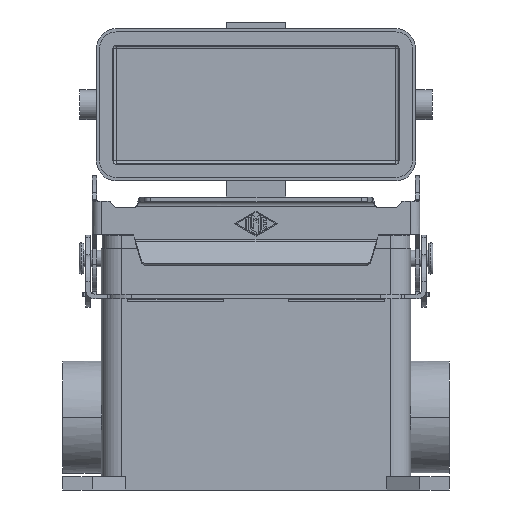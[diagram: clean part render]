
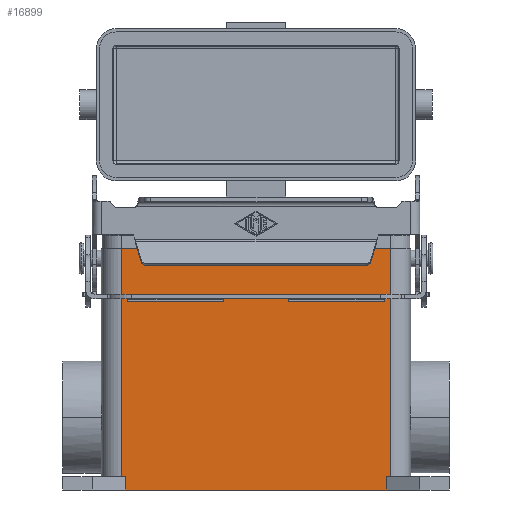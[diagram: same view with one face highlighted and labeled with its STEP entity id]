
A CAD part, front view. The second image highlights one B-rep face of the part: STEP entity #16899.
In plain terms, the highlighted planar face has unit normal (0, -1, 0).
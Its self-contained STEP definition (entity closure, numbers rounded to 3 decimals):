
#16660=CARTESIAN_POINT('',(39.5,-22.25,-70.0));
#16661=VERTEX_POINT('',#16660);
#16668=CARTESIAN_POINT('',(-39.5,-22.25,-70.0));
#16669=VERTEX_POINT('',#16668);
#16670=CARTESIAN_POINT('',(39.5,-22.25,-70.0));
#16671=DIRECTION('',(-1.0,0.0,0.0));
#16672=VECTOR('',#16671,79.0);
#16673=LINE('',#16670,#16672);
#16674=EDGE_CURVE('',#16661,#16669,#16673,.T.);
#16825=CARTESIAN_POINT('',(-39.5,-22.25,-66.0));
#16826=VERTEX_POINT('',#16825);
#16835=CARTESIAN_POINT('',(-39.5,-22.25,-70.0));
#16836=DIRECTION('',(0.0,0.0,1.0));
#16837=VECTOR('',#16836,4.0);
#16838=LINE('',#16835,#16837);
#16839=EDGE_CURVE('',#16669,#16826,#16838,.T.);
#16844=CARTESIAN_POINT('',(39.5,-22.25,-70.0));
#16845=DIRECTION('',(0.0,-1.0,0.0));
#16846=DIRECTION('',(0.0,0.0,-1.0));
#16847=AXIS2_PLACEMENT_3D('',#16844,#16845,#16846);
#16848=PLANE('',#16847);
#16849=ORIENTED_EDGE('',*,*,#16839,.F.);
#16850=ORIENTED_EDGE('',*,*,#16674,.F.);
#16851=CARTESIAN_POINT('',(39.5,-22.25,-66.0));
#16852=VERTEX_POINT('',#16851);
#16853=CARTESIAN_POINT('',(39.5,-22.25,-70.0));
#16854=DIRECTION('',(0.0,0.0,1.0));
#16855=VECTOR('',#16854,4.0);
#16856=LINE('',#16853,#16855);
#16857=EDGE_CURVE('',#16661,#16852,#16856,.T.);
#16858=ORIENTED_EDGE('',*,*,#16857,.T.);
#16859=CARTESIAN_POINT('',(40.75,-22.25,-66.0));
#16860=VERTEX_POINT('',#16859);
#16861=CARTESIAN_POINT('',(40.75,-22.25,-66.0));
#16862=DIRECTION('',(-1.0,0.0,0.0));
#16863=VECTOR('',#16862,1.25);
#16864=LINE('',#16861,#16863);
#16865=EDGE_CURVE('',#16860,#16852,#16864,.T.);
#16866=ORIENTED_EDGE('',*,*,#16865,.F.);
#16867=CARTESIAN_POINT('',(40.75,-22.25,3.));
#16868=VERTEX_POINT('',#16867);
#16869=CARTESIAN_POINT('',(40.75,-22.25,-66.0));
#16870=DIRECTION('',(0.0,0.0,1.0));
#16871=VECTOR('',#16870,69.);
#16872=LINE('',#16869,#16871);
#16873=EDGE_CURVE('',#16860,#16868,#16872,.T.);
#16874=ORIENTED_EDGE('',*,*,#16873,.T.);
#16875=CARTESIAN_POINT('',(-40.75,-22.25,3.));
#16876=VERTEX_POINT('',#16875);
#16877=CARTESIAN_POINT('',(40.75,-22.25,3.));
#16878=DIRECTION('',(-1.0,0.0,0.0));
#16879=VECTOR('',#16878,81.5);
#16880=LINE('',#16877,#16879);
#16881=EDGE_CURVE('',#16868,#16876,#16880,.T.);
#16882=ORIENTED_EDGE('',*,*,#16881,.T.);
#16883=CARTESIAN_POINT('',(-40.75,-22.25,-66.0));
#16884=VERTEX_POINT('',#16883);
#16885=CARTESIAN_POINT('',(-40.75,-22.25,-66.0));
#16886=DIRECTION('',(0.0,0.0,1.0));
#16887=VECTOR('',#16886,69.);
#16888=LINE('',#16885,#16887);
#16889=EDGE_CURVE('',#16884,#16876,#16888,.T.);
#16890=ORIENTED_EDGE('',*,*,#16889,.F.);
#16891=CARTESIAN_POINT('',(-39.5,-22.25,-66.0));
#16892=DIRECTION('',(-1.0,0.0,0.0));
#16893=VECTOR('',#16892,1.25);
#16894=LINE('',#16891,#16893);
#16895=EDGE_CURVE('',#16826,#16884,#16894,.T.);
#16896=ORIENTED_EDGE('',*,*,#16895,.F.);
#16897=EDGE_LOOP('',(#16849,#16850,#16858,#16866,#16874,#16882,#16890,#16896));
#16898=FACE_OUTER_BOUND('',#16897,.T.);
#16899=ADVANCED_FACE('',(#16898),#16848,.T.);
